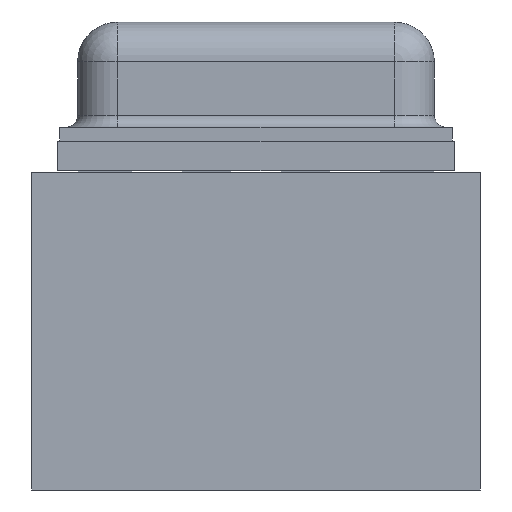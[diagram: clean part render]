
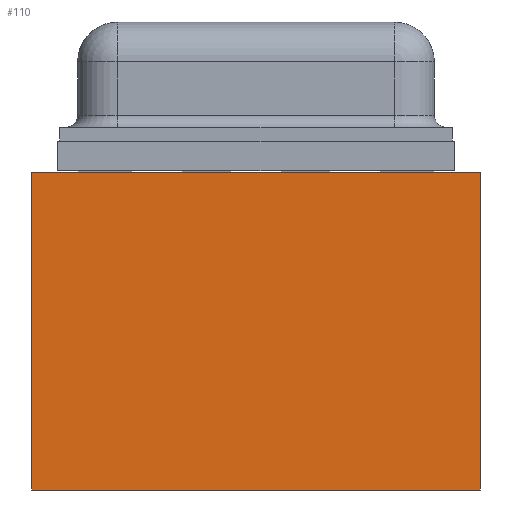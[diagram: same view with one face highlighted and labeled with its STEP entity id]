
A CAD part, front view. The second image highlights one B-rep face of the part: STEP entity #110.
In plain terms, the highlighted planar face has unit normal (0, -1, 0).
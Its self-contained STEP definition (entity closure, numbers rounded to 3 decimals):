
#85 = VERTEX_POINT('',#86);
#86 = CARTESIAN_POINT('',(-9.284,4.585,1.6)
  );
#92 = EDGE_CURVE('',#93,#85,#95,.T.);
#93 = VERTEX_POINT('',#94);
#94 = CARTESIAN_POINT('',(-9.284,4.585,0.));
#95 = LINE('',#96,#97);
#96 = CARTESIAN_POINT('',(-9.284,4.585,0.));
#97 = VECTOR('',#98,1.);
#98 = DIRECTION('',(0.,0.,1.));
#110 = ADVANCED_FACE('',(#111),#136,.T.);
#111 = FACE_BOUND('',#112,.T.);
#112 = EDGE_LOOP('',(#113,#114,#122,#130));
#113 = ORIENTED_EDGE('',*,*,#92,.T.);
#114 = ORIENTED_EDGE('',*,*,#115,.T.);
#115 = EDGE_CURVE('',#85,#116,#118,.T.);
#116 = VERTEX_POINT('',#117);
#117 = CARTESIAN_POINT('',(-11.544,4.585,1.6
    ));
#118 = LINE('',#119,#120);
#119 = CARTESIAN_POINT('',(-9.284,4.585,1.6
    ));
#120 = VECTOR('',#121,1.);
#121 = DIRECTION('',(-1.,0.,0.));
#122 = ORIENTED_EDGE('',*,*,#123,.F.);
#123 = EDGE_CURVE('',#124,#116,#126,.T.);
#124 = VERTEX_POINT('',#125);
#125 = CARTESIAN_POINT('',(-11.544,4.585,0.));
#126 = LINE('',#127,#128);
#127 = CARTESIAN_POINT('',(-11.544,4.585,0.));
#128 = VECTOR('',#129,1.);
#129 = DIRECTION('',(0.,0.,1.));
#130 = ORIENTED_EDGE('',*,*,#131,.F.);
#131 = EDGE_CURVE('',#93,#124,#132,.T.);
#132 = LINE('',#133,#134);
#133 = CARTESIAN_POINT('',(-9.284,4.585,0.));
#134 = VECTOR('',#135,1.);
#135 = DIRECTION('',(-1.,0.,0.));
#136 = PLANE('',#137);
#137 = AXIS2_PLACEMENT_3D('',#138,#139,#140);
#138 = CARTESIAN_POINT('',(-9.284,4.585,0.));
#139 = DIRECTION('',(0.,-1.,0.));
#140 = DIRECTION('',(-1.,0.,0.));
